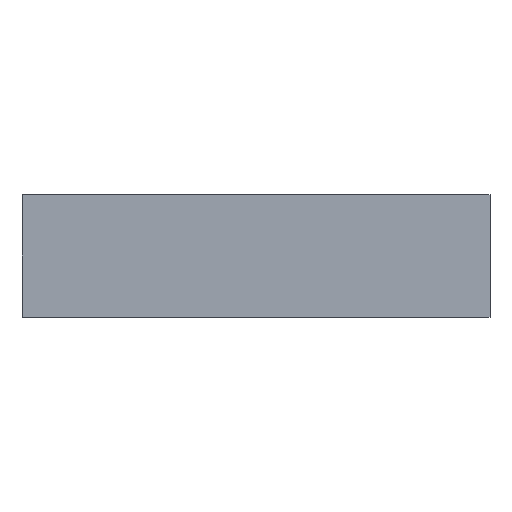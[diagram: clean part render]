
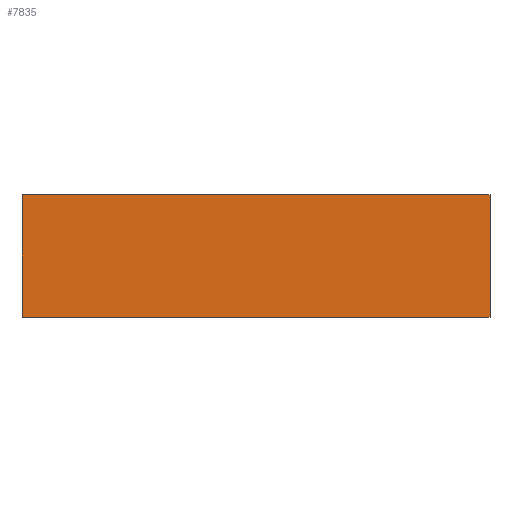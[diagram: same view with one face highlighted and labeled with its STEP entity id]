
A CAD part, front view. The second image highlights one B-rep face of the part: STEP entity #7835.
In plain terms, the highlighted planar face has unit normal (0, -1, 0).
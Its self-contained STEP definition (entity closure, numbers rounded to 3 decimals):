
#2990 = ORIENTED_EDGE ( 'NONE', *, *, #33333, .T. ) ;
#3192 = DIRECTION ( 'NONE',  ( -1., 0., 0. ) ) ;
#3516 = DIRECTION ( 'NONE',  ( 0., 0., -1. ) ) ;
#5383 = VERTEX_POINT ( 'NONE', #15588 ) ;
#5849 = VECTOR ( 'NONE', #3516, 1000. ) ;
#7835 = ADVANCED_FACE ( 'NONE', ( #15332 ), #26094, .T. ) ;
#9585 = EDGE_CURVE ( 'NONE', #20754, #5383, #20502, .T. ) ;
#10287 = DIRECTION ( 'NONE',  ( 1., 0., 0. ) ) ;
#11286 = CARTESIAN_POINT ( 'NONE',  ( -248., -10., 65. ) ) ;
#12363 = EDGE_LOOP ( 'NONE', ( #2990, #27108, #25570, #29963 ) ) ;
#15332 = FACE_OUTER_BOUND ( 'NONE', #12363, .T. ) ;
#15588 = CARTESIAN_POINT ( 'NONE',  ( 248., -10., -65. ) ) ;
#15858 = DIRECTION ( 'NONE',  ( 0., -1., 0. ) ) ;
#16468 = LINE ( 'NONE', #11286, #27514 ) ;
#17186 = EDGE_CURVE ( 'NONE', #5383, #22093, #31244, .T. ) ;
#19483 = EDGE_CURVE ( 'NONE', #22093, #28515, #16468, .T. ) ;
#19974 = CARTESIAN_POINT ( 'NONE',  ( 248., -10., 65. ) ) ;
#20494 = DIRECTION ( 'NONE',  ( 0., 0., 1. ) ) ;
#20502 = LINE ( 'NONE', #26433, #26222 ) ;
#20709 = DIRECTION ( 'NONE',  ( 0., 0., -1. ) ) ;
#20714 = CARTESIAN_POINT ( 'NONE',  ( -248., -10., 65. ) ) ;
#20754 = VERTEX_POINT ( 'NONE', #24751 ) ;
#22093 = VERTEX_POINT ( 'NONE', #34127 ) ;
#23399 = LINE ( 'NONE', #20714, #5849 ) ;
#23839 = CARTESIAN_POINT ( 'NONE',  ( -248., -10., 65. ) ) ;
#24547 = AXIS2_PLACEMENT_3D ( 'NONE', #26629, #15858, #20709 ) ;
#24751 = CARTESIAN_POINT ( 'NONE',  ( -248., -10., -65. ) ) ;
#25570 = ORIENTED_EDGE ( 'NONE', *, *, #17186, .T. ) ;
#26094 = PLANE ( 'NONE',  #24547 ) ;
#26222 = VECTOR ( 'NONE', #10287, 1000. ) ;
#26433 = CARTESIAN_POINT ( 'NONE',  ( -248., -10., -65. ) ) ;
#26629 = CARTESIAN_POINT ( 'NONE',  ( 0., -10., 0. ) ) ;
#27108 = ORIENTED_EDGE ( 'NONE', *, *, #9585, .T. ) ;
#27514 = VECTOR ( 'NONE', #3192, 1000. ) ;
#28515 = VERTEX_POINT ( 'NONE', #23839 ) ;
#29733 = VECTOR ( 'NONE', #20494, 1000. ) ;
#29963 = ORIENTED_EDGE ( 'NONE', *, *, #19483, .T. ) ;
#31244 = LINE ( 'NONE', #19974, #29733 ) ;
#33333 = EDGE_CURVE ( 'NONE', #28515, #20754, #23399, .T. ) ;
#34127 = CARTESIAN_POINT ( 'NONE',  ( 248., -10., 65. ) ) ;
